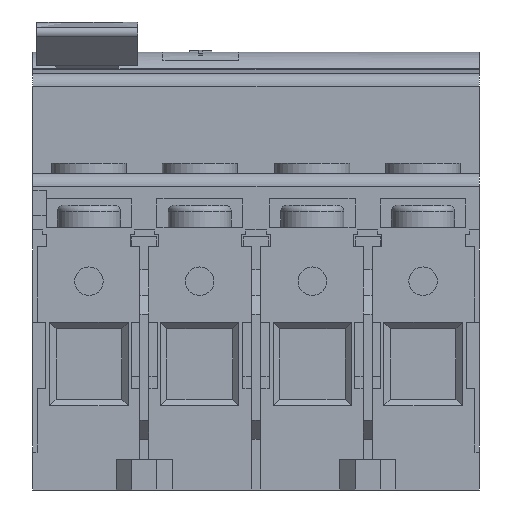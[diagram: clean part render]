
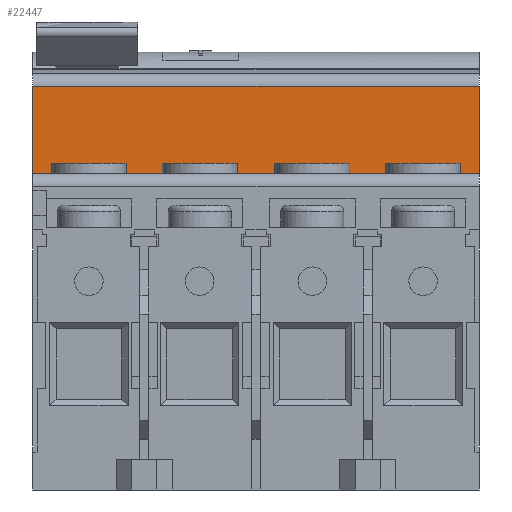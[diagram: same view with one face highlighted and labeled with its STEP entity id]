
A CAD part, front view. The second image highlights one B-rep face of the part: STEP entity #22447.
In plain terms, the highlighted planar face has unit normal (0, -1, 0).
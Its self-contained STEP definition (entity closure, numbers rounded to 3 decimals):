
#420 = DIRECTION ( 'NONE',  ( 0., 0., 1. ) ) ;
#616 = VECTOR ( 'NONE', #22781, 1000. ) ;
#4614 = LINE ( 'NONE', #7007, #616 ) ;
#5511 = ORIENTED_EDGE ( 'NONE', *, *, #13899, .F. ) ;
#6961 = EDGE_CURVE ( 'NONE', #12538, #22986, #24293, .T. ) ;
#7007 = CARTESIAN_POINT ( 'NONE',  ( 52.95, -22.5, 50. ) ) ;
#7616 = LINE ( 'NONE', #17379, #19737 ) ;
#7962 = EDGE_CURVE ( 'NONE', #12538, #21158, #7616, .T. ) ;
#8702 = ORIENTED_EDGE ( 'NONE', *, *, #6961, .T. ) ;
#8823 = ORIENTED_EDGE ( 'NONE', *, *, #7962, .F. ) ;
#10843 = FACE_OUTER_BOUND ( 'NONE', #15520, .T. ) ;
#11249 = VERTEX_POINT ( 'NONE', #19411 ) ;
#12538 = VERTEX_POINT ( 'NONE', #26225 ) ;
#13898 = LINE ( 'NONE', #16284, #23528 ) ;
#13899 = EDGE_CURVE ( 'NONE', #21158, #11249, #4614, .T. ) ;
#15322 = ORIENTED_EDGE ( 'NONE', *, *, #25033, .T. ) ;
#15520 = EDGE_LOOP ( 'NONE', ( #8823, #8702, #15322, #5511 ) ) ;
#16184 = AXIS2_PLACEMENT_3D ( 'NONE', #16716, #16843, #420 ) ;
#16284 = CARTESIAN_POINT ( 'NONE',  ( -17.65, -22.5, 50. ) ) ;
#16716 = CARTESIAN_POINT ( 'NONE',  ( 52.95, -22.5, 50. ) ) ;
#16843 = DIRECTION ( 'NONE',  ( 0., 1., 0. ) ) ;
#17080 = CARTESIAN_POINT ( 'NONE',  ( -17.65, -22.5, 63.815 ) ) ;
#17379 = CARTESIAN_POINT ( 'NONE',  ( 52.95, -22.5, 50. ) ) ;
#18722 = PLANE ( 'NONE',  #16184 ) ;
#19411 = CARTESIAN_POINT ( 'NONE',  ( -17.65, -22.5, 50. ) ) ;
#19701 = VECTOR ( 'NONE', #24165, 1000. ) ;
#19737 = VECTOR ( 'NONE', #25513, 1000. ) ;
#19761 = CARTESIAN_POINT ( 'NONE',  ( 52.95, -22.5, 63.815 ) ) ;
#21158 = VERTEX_POINT ( 'NONE', #22058 ) ;
#22058 = CARTESIAN_POINT ( 'NONE',  ( 52.95, -22.5, 50. ) ) ;
#22291 = DIRECTION ( 'NONE',  ( 0., 0., -1. ) ) ;
#22447 = ADVANCED_FACE ( 'NONE', ( #10843 ), #18722, .F. ) ;
#22781 = DIRECTION ( 'NONE',  ( -1., 0., 0. ) ) ;
#22986 = VERTEX_POINT ( 'NONE', #17080 ) ;
#23528 = VECTOR ( 'NONE', #22291, 1000. ) ;
#24165 = DIRECTION ( 'NONE',  ( -1., 0., 0. ) ) ;
#24293 = LINE ( 'NONE', #19761, #19701 ) ;
#25033 = EDGE_CURVE ( 'NONE', #22986, #11249, #13898, .T. ) ;
#25513 = DIRECTION ( 'NONE',  ( 0., 0., -1. ) ) ;
#26225 = CARTESIAN_POINT ( 'NONE',  ( 52.95, -22.5, 63.815 ) ) ;
